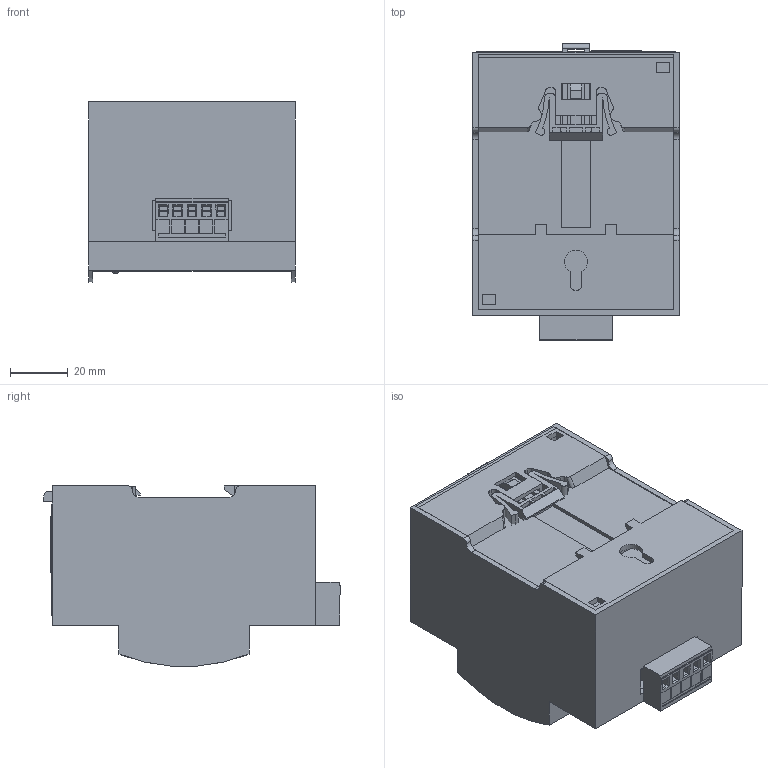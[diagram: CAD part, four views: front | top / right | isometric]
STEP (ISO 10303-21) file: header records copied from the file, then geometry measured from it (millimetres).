
FILE_DESCRIPTION (( 'STEP AP214' ), '1' );
FILE_NAME ('SS10680.STEP', '2019-03-21T17:41:39', ( '' ), ( '' ), 'SwSTEP 2.0', 'SolidWorks 2018', '' );
FILE_SCHEMA (( 'AUTOMOTIVE_DESIGN' ));
Length unit declared in the file: inch
Products named in the file (1): SS10680
Bounding box: 71.5 x 102.63 x 62.35 mm (x, y, z)
Volume: 86903.7 mm3; surface area: 86419.2 mm2
Topology: 19 solids, 19 shells, 797 faces, 2153 edges, 1425 vertices
Faces by surface type: plane 635, cylinder 145, bspline 11, sphere 4, torus 2
Full cylindrical faces by diameter (mm): 1.6 x5, 2.65 x1, 2.9 x5, 3.15 x5, 3.75 x5, 3.9 x8, 3.92 x5
Entity records: 35192 total; most frequent: CARTESIAN_POINT 4688, ORIENTED_EDGE 4180, DIRECTION 3855, EDGE_CURVE 2090, LINE 1687, VECTOR 1687, VERTEX_POINT 1401, AXIS2_PLACEMENT_3D 1084
